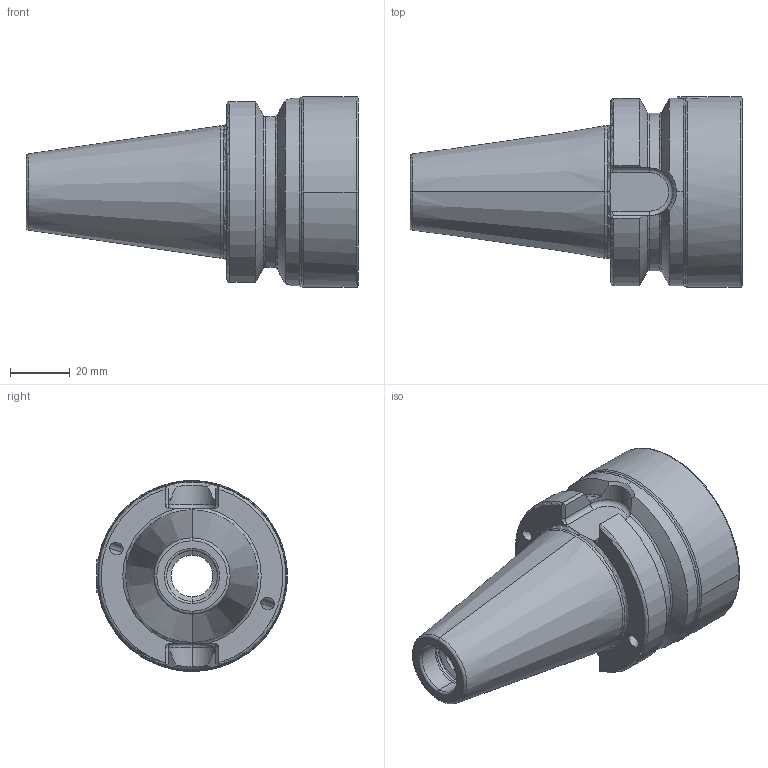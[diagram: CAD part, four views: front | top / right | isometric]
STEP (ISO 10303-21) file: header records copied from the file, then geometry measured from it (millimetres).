
FILE_DESCRIPTION (( 'STEP AP203' ), '1' );
FILE_NAME ('BB4-ST6.K01.046.STEP', '2016-02-12T09:50:50', ( 'SWIAdmin' ), ( 'Hewlett-Packard Company' ), 'SwSTEP 2.0', 'SolidWorks 2015', '' );
FILE_SCHEMA (( 'CONFIG_CONTROL_DESIGN' ));
Length unit declared in the file: millimetre
Products named in the file (3): BB4-ST6.K01.046_A_mit Bundk”lung; ST6-ER1.001.018_A; BB4-ST6.K01.046
Assembly tree (2 placements, depth 2):
  BB4-ST6.K01.046
    BB4-ST6.K01.046_A_mit Bundk”lung
    ST6-ER1.001.018_A
Bounding box: 111.4 x 64 x 64 mm (x, y, z)
Volume: 137523.6 mm3; surface area: 32220.1 mm2
Topology: 2 solids, 2 shells, 135 faces, 360 edges, 222 vertices
Faces by surface type: cylinder 42, plane 36, torus 31, cone 22, bspline 4
Entity records: 5223 total; most frequent: CARTESIAN_POINT 1740, ORIENTED_EDGE 708, DIRECTION 635, EDGE_CURVE 354, AXIS2_PLACEMENT_3D 256, VERTEX_POINT 222, EDGE_LOOP 142, ADVANCED_FACE 135
